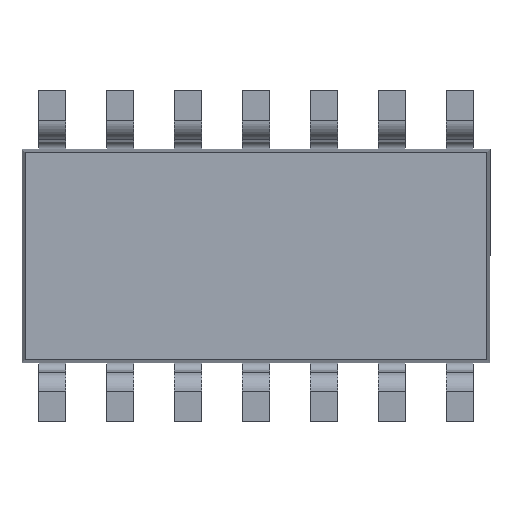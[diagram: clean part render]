
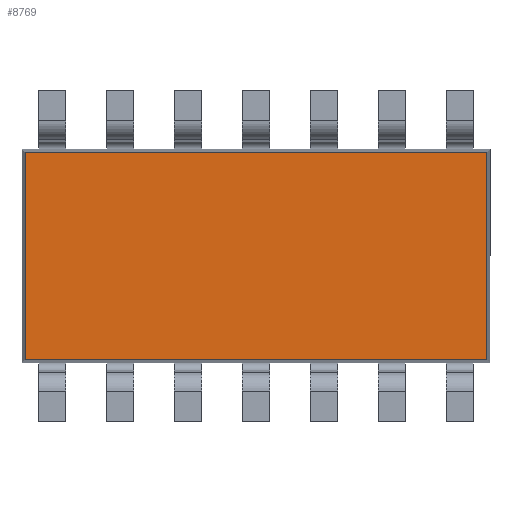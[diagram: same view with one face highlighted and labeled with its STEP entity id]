
A CAD part, front view. The second image highlights one B-rep face of the part: STEP entity #8769.
In plain terms, the highlighted planar face has unit normal (0, -1, 0).
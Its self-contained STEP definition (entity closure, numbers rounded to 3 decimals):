
#101 = VECTOR ( 'NONE', #1697, 1000. ) ;
#263 = LINE ( 'NONE', #4750, #5025 ) ;
#673 = DIRECTION ( 'NONE',  ( 0., 0., -1. ) ) ;
#942 = CARTESIAN_POINT ( 'NONE',  ( -4.314, 0.095, -1.939 ) ) ;
#1075 = ORIENTED_EDGE ( 'NONE', *, *, #5696, .T. ) ;
#1132 = DIRECTION ( 'NONE',  ( -1., 0., 0. ) ) ;
#1470 = VERTEX_POINT ( 'NONE', #4375 ) ;
#1697 = DIRECTION ( 'NONE',  ( 0., 0., -1. ) ) ;
#1837 = CARTESIAN_POINT ( 'NONE',  ( 4.314, 0.095, -1.939 ) ) ;
#2088 = EDGE_CURVE ( 'NONE', #7535, #9651, #4982, .T. ) ;
#2250 = VERTEX_POINT ( 'NONE', #942 ) ;
#2371 = LINE ( 'NONE', #7807, #9478 ) ;
#2765 = AXIS2_PLACEMENT_3D ( 'NONE', #11310, #6017, #673 ) ;
#4375 = CARTESIAN_POINT ( 'NONE',  ( -4.314, 0.095, 1.939 ) ) ;
#4750 = CARTESIAN_POINT ( 'NONE',  ( 4.375, 0.095, 1.939 ) ) ;
#4982 = LINE ( 'NONE', #11280, #5255 ) ;
#5025 = VECTOR ( 'NONE', #1132, 1000. ) ;
#5222 = ORIENTED_EDGE ( 'NONE', *, *, #5293, .T. ) ;
#5255 = VECTOR ( 'NONE', #10547, 1000. ) ;
#5293 = EDGE_CURVE ( 'NONE', #2250, #7535, #2371, .T. ) ;
#5696 = EDGE_CURVE ( 'NONE', #9651, #1470, #263, .T. ) ;
#5700 = EDGE_LOOP ( 'NONE', ( #1075, #5734, #5222, #8782 ) ) ;
#5734 = ORIENTED_EDGE ( 'NONE', *, *, #6909, .T. ) ;
#6017 = DIRECTION ( 'NONE',  ( 0., -1., 0. ) ) ;
#6768 = DIRECTION ( 'NONE',  ( 1., 0., 0. ) ) ;
#6909 = EDGE_CURVE ( 'NONE', #1470, #2250, #6910, .T. ) ;
#6910 = LINE ( 'NONE', #6991, #101 ) ;
#6991 = CARTESIAN_POINT ( 'NONE',  ( -4.314, 0.095, 2. ) ) ;
#7535 = VERTEX_POINT ( 'NONE', #1837 ) ;
#7807 = CARTESIAN_POINT ( 'NONE',  ( -4.375, 0.095, -1.939 ) ) ;
#8769 = ADVANCED_FACE ( 'NONE', ( #9502 ), #11240, .T. ) ;
#8782 = ORIENTED_EDGE ( 'NONE', *, *, #2088, .T. ) ;
#9478 = VECTOR ( 'NONE', #6768, 1000. ) ;
#9502 = FACE_OUTER_BOUND ( 'NONE', #5700, .T. ) ;
#9651 = VERTEX_POINT ( 'NONE', #9996 ) ;
#9996 = CARTESIAN_POINT ( 'NONE',  ( 4.314, 0.095, 1.939 ) ) ;
#10547 = DIRECTION ( 'NONE',  ( 0., 0., 1. ) ) ;
#11240 = PLANE ( 'NONE',  #2765 ) ;
#11280 = CARTESIAN_POINT ( 'NONE',  ( 4.314, 0.095, -2. ) ) ;
#11310 = CARTESIAN_POINT ( 'NONE',  ( -4.375, 0.095, 2. ) ) ;
